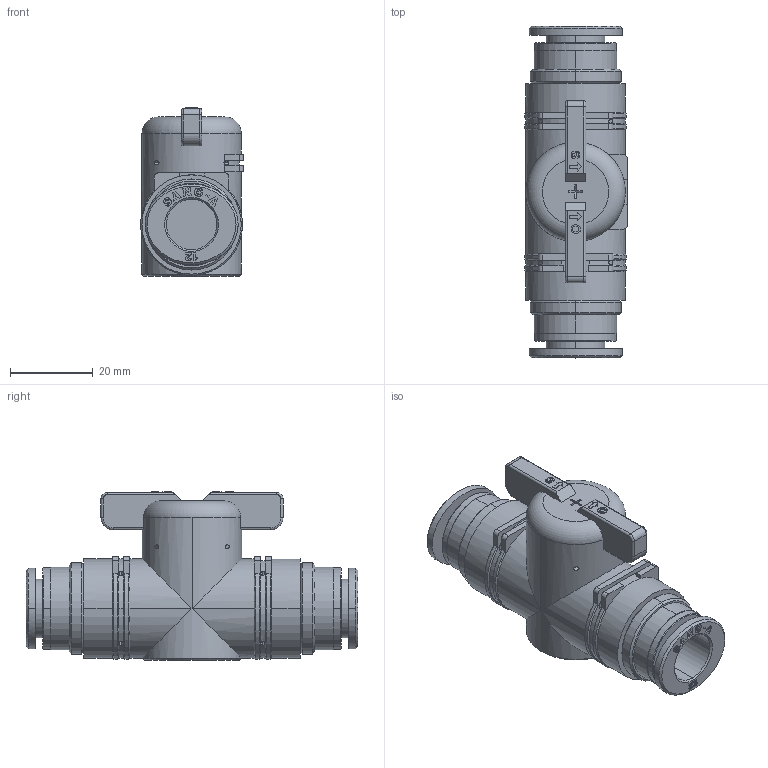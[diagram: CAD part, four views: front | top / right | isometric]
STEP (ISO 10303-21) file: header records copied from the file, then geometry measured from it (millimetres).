
FILE_DESCRIPTION((''),'2;1');
FILE_NAME('GBUC601212-mdt.stp','2017-07-10T19:10:20',(''),(''),'Mechanical Desktop 2009','Mechanical Desktop 2009',', , ');
FILE_SCHEMA(('CONFIG_CONTROL_DESIGN'));
Length unit declared in the file: millimetre
Products named in the file (6): GBUC601212-MDTA; GBUC601212-MDT; BC12-60; COLLAR-12C; BOLT-M3; HA
Assembly tree (6 placements, depth 3):
  GBUC601212-MDTA
    GBUC601212-MDT
    BC12-60  x2
      COLLAR-12C
    BOLT-M3
    HA
Bounding box: 24.8 x 80.2 x 40.7 mm (x, y, z)
Volume: 36563.5 mm3; surface area: 11664 mm2
Topology: 1 solids, 3 shells, 1052 faces, 2934 edges, 1935 vertices
Faces by surface type: plane 879, cylinder 111, cone 36, bspline 16, torus 10
Entity records: 35267 total; most frequent: CARTESIAN_POINT 8144, ORIENTED_EDGE 5864, DIRECTION 5148, EDGE_CURVE 2932, VECTOR 2590, LINE 2590, VERTEX_POINT 1935, AXIS2_PLACEMENT_3D 1279
